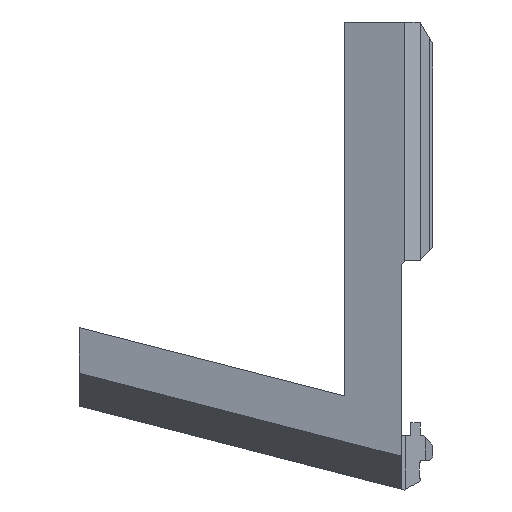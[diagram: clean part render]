
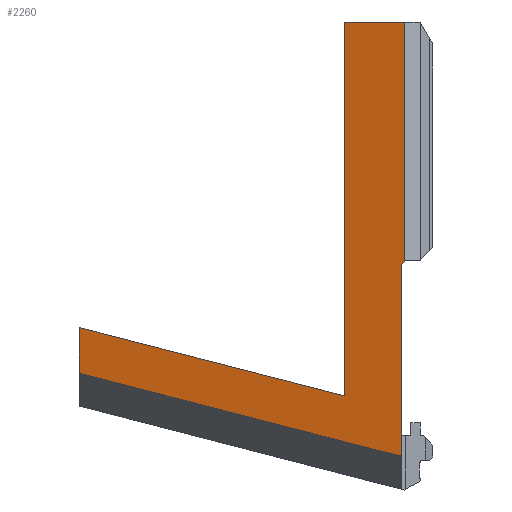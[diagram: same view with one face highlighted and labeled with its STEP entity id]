
A CAD part, left-side view. The second image highlights one B-rep face of the part: STEP entity #2260.
In plain terms, the highlighted planar face has unit normal (-0.968, 0.249, 0).
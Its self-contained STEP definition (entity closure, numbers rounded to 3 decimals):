
#104=PLANE('',#2400);
#227=FACE_OUTER_BOUND('',#346,.T.);
#346=EDGE_LOOP('',(#2016,#2017,#2018,#2019,#2020,#2021,#2022,#2023));
#440=LINE('',#3396,#731);
#569=LINE('',#3669,#860);
#575=LINE('',#3680,#866);
#594=LINE('',#3723,#885);
#601=LINE('',#3736,#892);
#603=LINE('',#3740,#894);
#653=LINE('',#3835,#944);
#655=LINE('',#3838,#946);
#731=VECTOR('',#2548,1000.);
#860=VECTOR('',#2785,1000.);
#866=VECTOR('',#2795,1000.);
#885=VECTOR('',#2828,1000.);
#892=VECTOR('',#2839,1000.);
#894=VECTOR('',#2843,1000.);
#944=VECTOR('',#2929,1000.);
#946=VECTOR('',#2933,1000.);
#1039=VERTEX_POINT('',#3393);
#1040=VERTEX_POINT('',#3395);
#1129=VERTEX_POINT('',#3666);
#1130=VERTEX_POINT('',#3668);
#1133=VERTEX_POINT('',#3678);
#1148=VERTEX_POINT('',#3719);
#1150=VERTEX_POINT('',#3722);
#1155=VERTEX_POINT('',#3739);
#1268=EDGE_CURVE('',#1040,#1039,#440,.T.);
#1399=EDGE_CURVE('',#1129,#1130,#569,.T.);
#1405=EDGE_CURVE('',#1133,#1129,#575,.T.);
#1425=EDGE_CURVE('',#1150,#1148,#594,.T.);
#1432=EDGE_CURVE('',#1039,#1150,#601,.T.);
#1434=EDGE_CURVE('',#1155,#1040,#603,.T.);
#1487=EDGE_CURVE('',#1148,#1130,#653,.T.);
#1489=EDGE_CURVE('',#1155,#1133,#655,.T.);
#2016=ORIENTED_EDGE('',*,*,#1399,.F.);
#2017=ORIENTED_EDGE('',*,*,#1405,.F.);
#2018=ORIENTED_EDGE('',*,*,#1489,.F.);
#2019=ORIENTED_EDGE('',*,*,#1434,.T.);
#2020=ORIENTED_EDGE('',*,*,#1268,.T.);
#2021=ORIENTED_EDGE('',*,*,#1432,.T.);
#2022=ORIENTED_EDGE('',*,*,#1425,.T.);
#2023=ORIENTED_EDGE('',*,*,#1487,.T.);
#2260=ADVANCED_FACE('',(#227),#104,.F.);
#2400=AXIS2_PLACEMENT_3D('',#3837,#2931,#2932);
#2548=DIRECTION('',(0.,0.,1.));
#2785=DIRECTION('',(0.,0.,1.));
#2795=DIRECTION('',(-0.242,-0.94,-0.242));
#2828=DIRECTION('',(0.,0.,1.));
#2839=DIRECTION('',(-0.179,-0.696,0.696));
#2843=DIRECTION('',(-0.242,-0.94,-0.242));
#2929=DIRECTION('',(0.25,0.968,0.));
#2931=DIRECTION('center_axis',(0.968,-0.25,0.));
#2932=DIRECTION('ref_axis',(0.25,0.968,0.));
#2933=DIRECTION('',(0.,0.,1.));
#3393=CARTESIAN_POINT('',(-248.172,496.1,-475.674));
#3395=CARTESIAN_POINT('',(-248.172,496.1,-535.822));
#3396=CARTESIAN_POINT('',(-248.172,496.1,-247.674));
#3666=CARTESIAN_POINT('',(-243.566,513.973,-516.869));
#3668=CARTESIAN_POINT('',(-243.566,513.973,-399.394));
#3669=CARTESIAN_POINT('',(-243.566,513.973,-517.867));
#3678=CARTESIAN_POINT('',(-222.106,597.253,-495.409));
#3680=CARTESIAN_POINT('',(-222.106,597.253,-495.409));
#3719=CARTESIAN_POINT('',(-248.471,494.942,-399.394));
#3722=CARTESIAN_POINT('',(-248.471,494.942,-474.516));
#3723=CARTESIAN_POINT('',(-248.471,494.942,-431.867));
#3736=CARTESIAN_POINT('',(-267.891,419.58,-399.154));
#3739=CARTESIAN_POINT('',(-222.106,597.253,-509.755));
#3740=CARTESIAN_POINT('',(-215.385,623.334,-503.034));
#3835=CARTESIAN_POINT('',(-231.286,561.627,-399.394));
#3837=CARTESIAN_POINT('Origin',(-231.286,561.627,-247.674));
#3838=CARTESIAN_POINT('',(-222.106,597.253,-247.674));
